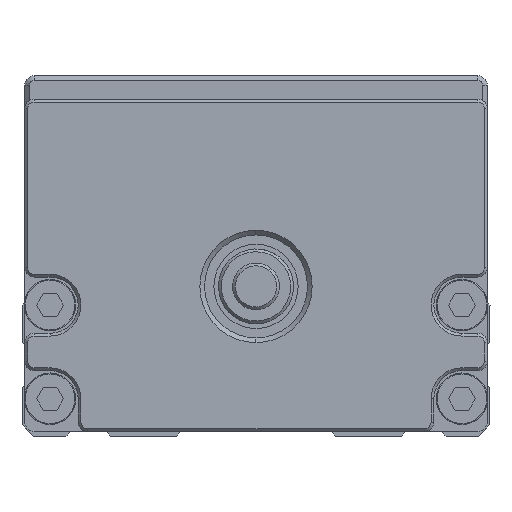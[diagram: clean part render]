
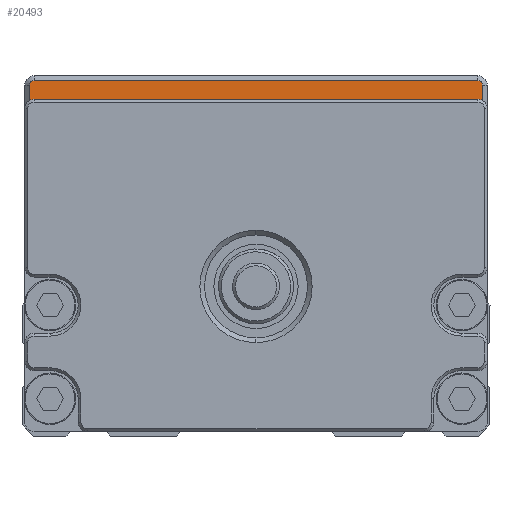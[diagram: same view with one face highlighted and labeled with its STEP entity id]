
A CAD part, front view. The second image highlights one B-rep face of the part: STEP entity #20493.
In plain terms, the highlighted face is planar.
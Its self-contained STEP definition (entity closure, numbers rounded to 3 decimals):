
#527 = CARTESIAN_POINT ( 'NONE',  ( 23.7, -10., 37.5 ) ) ;
#1287 = CARTESIAN_POINT ( 'NONE',  ( -23.7, -10., 38. ) ) ;
#1836 = ORIENTED_EDGE ( 'NONE', *, *, #5854, .T. ) ;
#2122 = VERTEX_POINT ( 'NONE', #3119 ) ;
#2510 = CARTESIAN_POINT ( 'NONE',  ( -24.2, -10., 37.5 ) ) ;
#3055 = AXIS2_PLACEMENT_3D ( 'NONE', #21043, #8931, #25929 ) ;
#3119 = CARTESIAN_POINT ( 'NONE',  ( -23.7, -10., 36. ) ) ;
#4046 = ORIENTED_EDGE ( 'NONE', *, *, #11012, .T. ) ;
#4267 = CIRCLE ( 'NONE', #18468, 0.5 ) ;
#5854 = EDGE_CURVE ( 'NONE', #7114, #28196, #10089, .T. ) ;
#7114 = VERTEX_POINT ( 'NONE', #17356 ) ;
#7506 = AXIS2_PLACEMENT_3D ( 'NONE', #28554, #11904, #14051 ) ;
#8345 = EDGE_CURVE ( 'NONE', #28196, #14267, #29161, .T. ) ;
#8542 = VECTOR ( 'NONE', #27105, 1000. ) ;
#8664 = LINE ( 'NONE', #8768, #13641 ) ;
#8698 = CARTESIAN_POINT ( 'NONE',  ( 23.7, -10., 35. ) ) ;
#8768 = CARTESIAN_POINT ( 'NONE',  ( 23.7, -10., 38. ) ) ;
#8931 = DIRECTION ( 'NONE',  ( 0., 1., 0. ) ) ;
#8992 = DIRECTION ( 'NONE',  ( 1., 0., 0. ) ) ;
#9919 = DIRECTION ( 'NONE',  ( 0., 1., 0. ) ) ;
#10089 = LINE ( 'NONE', #10121, #8542 ) ;
#10121 = CARTESIAN_POINT ( 'NONE',  ( -24.2, -10., 37.5 ) ) ;
#10136 = DIRECTION ( 'NONE',  ( 0., 0., -1. ) ) ;
#10204 = CIRCLE ( 'NONE', #17505, 1. ) ;
#10301 = DIRECTION ( 'NONE',  ( 0., 0., 1. ) ) ;
#10604 = FACE_OUTER_BOUND ( 'NONE', #14338, .T. ) ;
#11012 = EDGE_CURVE ( 'NONE', #24988, #30301, #4267, .T. ) ;
#11904 = DIRECTION ( 'NONE',  ( 0., 1., 0. ) ) ;
#12184 = CARTESIAN_POINT ( 'NONE',  ( 23.7, -10., 36. ) ) ;
#12569 = ORIENTED_EDGE ( 'NONE', *, *, #8345, .T. ) ;
#13641 = VECTOR ( 'NONE', #8992, 1000. ) ;
#13735 = DIRECTION ( 'NONE',  ( 0., 0., -1. ) ) ;
#14051 = DIRECTION ( 'NONE',  ( 0., 0., -1. ) ) ;
#14151 = PLANE ( 'NONE',  #7506 ) ;
#14267 = VERTEX_POINT ( 'NONE', #1287 ) ;
#14338 = EDGE_LOOP ( 'NONE', ( #26387, #1836, #12569, #25620, #4046, #24116, #16394, #15220 ) ) ;
#15008 = VERTEX_POINT ( 'NONE', #12184 ) ;
#15220 = ORIENTED_EDGE ( 'NONE', *, *, #30121, .F. ) ;
#15862 = DIRECTION ( 'NONE',  ( 0., 1., 0. ) ) ;
#15913 = VECTOR ( 'NONE', #19708, 1000. ) ;
#16394 = ORIENTED_EDGE ( 'NONE', *, *, #27873, .F. ) ;
#16920 = VECTOR ( 'NONE', #25502, 1000. ) ;
#17356 = CARTESIAN_POINT ( 'NONE',  ( -24.2, -10., 35.866 ) ) ;
#17505 = AXIS2_PLACEMENT_3D ( 'NONE', #8698, #15862, #13735 ) ;
#18468 = AXIS2_PLACEMENT_3D ( 'NONE', #527, #22396, #10301 ) ;
#19708 = DIRECTION ( 'NONE',  ( 0., 0., -1. ) ) ;
#20086 = CARTESIAN_POINT ( 'NONE',  ( 24.2, -10., 35.866 ) ) ;
#20493 = ADVANCED_FACE ( 'NONE', ( #10604 ), #14151, .T. ) ;
#20728 = LINE ( 'NONE', #23257, #16920 ) ;
#21025 = EDGE_CURVE ( 'NONE', #14267, #24988, #8664, .T. ) ;
#21043 = CARTESIAN_POINT ( 'NONE',  ( -23.7, -10., 37.5 ) ) ;
#22224 = CARTESIAN_POINT ( 'NONE',  ( 24.2, -10., 35. ) ) ;
#22241 = CARTESIAN_POINT ( 'NONE',  ( -23.7, -10., 35. ) ) ;
#22396 = DIRECTION ( 'NONE',  ( 0., 1., 0. ) ) ;
#23257 = CARTESIAN_POINT ( 'NONE',  ( 23.7, -10., 36. ) ) ;
#23480 = EDGE_CURVE ( 'NONE', #30301, #28230, #24996, .T. ) ;
#23789 = CARTESIAN_POINT ( 'NONE',  ( 24.2, -10., 37.5 ) ) ;
#24037 = EDGE_CURVE ( 'NONE', #7114, #2122, #27969, .T. ) ;
#24116 = ORIENTED_EDGE ( 'NONE', *, *, #23480, .T. ) ;
#24988 = VERTEX_POINT ( 'NONE', #29258 ) ;
#24996 = LINE ( 'NONE', #22224, #15913 ) ;
#25502 = DIRECTION ( 'NONE',  ( 1., 0., 0. ) ) ;
#25620 = ORIENTED_EDGE ( 'NONE', *, *, #21025, .T. ) ;
#25929 = DIRECTION ( 'NONE',  ( 0., 0., 1. ) ) ;
#26387 = ORIENTED_EDGE ( 'NONE', *, *, #24037, .F. ) ;
#27105 = DIRECTION ( 'NONE',  ( 0., 0., 1. ) ) ;
#27873 = EDGE_CURVE ( 'NONE', #15008, #28230, #10204, .T. ) ;
#27969 = CIRCLE ( 'NONE', #29253, 1. ) ;
#28196 = VERTEX_POINT ( 'NONE', #2510 ) ;
#28230 = VERTEX_POINT ( 'NONE', #20086 ) ;
#28554 = CARTESIAN_POINT ( 'NONE',  ( -23.7, -10., 37.5 ) ) ;
#29161 = CIRCLE ( 'NONE', #3055, 0.5 ) ;
#29253 = AXIS2_PLACEMENT_3D ( 'NONE', #22241, #9919, #10136 ) ;
#29258 = CARTESIAN_POINT ( 'NONE',  ( 23.7, -10., 38. ) ) ;
#30121 = EDGE_CURVE ( 'NONE', #2122, #15008, #20728, .T. ) ;
#30301 = VERTEX_POINT ( 'NONE', #23789 ) ;
